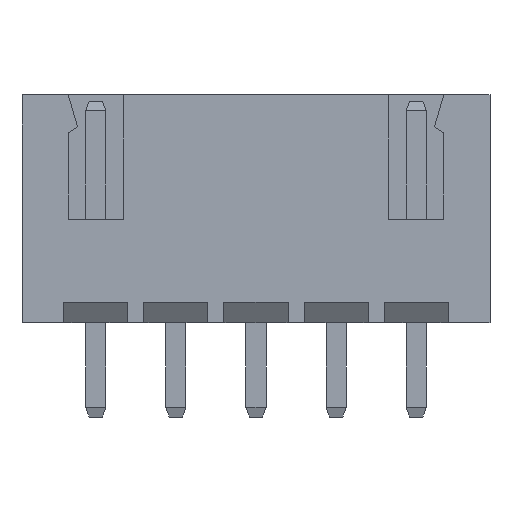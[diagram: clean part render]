
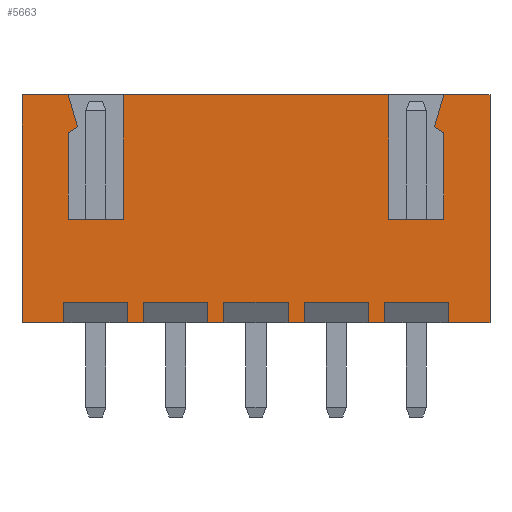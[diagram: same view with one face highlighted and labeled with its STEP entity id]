
A CAD part, front view. The second image highlights one B-rep face of the part: STEP entity #5663.
In plain terms, the highlighted planar face has unit normal (0, -1, 0).
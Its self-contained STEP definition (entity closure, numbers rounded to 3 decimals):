
#500=FACE_OUTER_BOUND('',#837,.T.);
#837=EDGE_LOOP('',(#4500,#4501,#4502,#4503,#4504,#4505,#4506,#4507,#4508,
#4509,#4510,#4511,#4512,#4513,#4514,#4515,#4516,#4517,#4518,#4519,#4520,
#4521,#4522,#4523,#4524,#4525,#4526,#4527,#4528,#4529,#4530,#4531,#4532,
#4533,#4534,#4535));
#1309=LINE('',#9068,#2005);
#1313=LINE('',#9077,#2009);
#1325=LINE('',#9104,#2021);
#1331=LINE('',#9117,#2027);
#1358=LINE('',#9169,#2054);
#1359=LINE('',#9171,#2055);
#1360=LINE('',#9173,#2056);
#1361=LINE('',#9175,#2057);
#1362=LINE('',#9177,#2058);
#1363=LINE('',#9178,#2059);
#1364=LINE('',#9180,#2060);
#1365=LINE('',#9182,#2061);
#1366=LINE('',#9184,#2062);
#1367=LINE('',#9186,#2063);
#1368=LINE('',#9188,#2064);
#1369=LINE('',#9190,#2065);
#1370=LINE('',#9192,#2066);
#1371=LINE('',#9194,#2067);
#1372=LINE('',#9196,#2068);
#1373=LINE('',#9198,#2069);
#1374=LINE('',#9200,#2070);
#1375=LINE('',#9202,#2071);
#1376=LINE('',#9204,#2072);
#1377=LINE('',#9206,#2073);
#1378=LINE('',#9208,#2074);
#1379=LINE('',#9210,#2075);
#1380=LINE('',#9211,#2076);
#1381=LINE('',#9213,#2077);
#1382=LINE('',#9215,#2078);
#1383=LINE('',#9216,#2079);
#1384=LINE('',#9218,#2080);
#1385=LINE('',#9220,#2081);
#1386=LINE('',#9222,#2082);
#1387=LINE('',#9224,#2083);
#1388=LINE('',#9226,#2084);
#1389=LINE('',#9227,#2085);
#2005=VECTOR('',#6721,1000.);
#2009=VECTOR('',#6727,1000.);
#2021=VECTOR('',#6745,1000.);
#2027=VECTOR('',#6753,1000.);
#2054=VECTOR('',#6784,1000.);
#2055=VECTOR('',#6785,1000.);
#2056=VECTOR('',#6786,1000.);
#2057=VECTOR('',#6787,1000.);
#2058=VECTOR('',#6788,1000.);
#2059=VECTOR('',#6789,1000.);
#2060=VECTOR('',#6790,1000.);
#2061=VECTOR('',#6791,1000.);
#2062=VECTOR('',#6792,1000.);
#2063=VECTOR('',#6793,1000.);
#2064=VECTOR('',#6794,1000.);
#2065=VECTOR('',#6795,1000.);
#2066=VECTOR('',#6796,1000.);
#2067=VECTOR('',#6797,1000.);
#2068=VECTOR('',#6798,1000.);
#2069=VECTOR('',#6799,1000.);
#2070=VECTOR('',#6800,1000.);
#2071=VECTOR('',#6801,1000.);
#2072=VECTOR('',#6802,1000.);
#2073=VECTOR('',#6803,1000.);
#2074=VECTOR('',#6804,1000.);
#2075=VECTOR('',#6805,1000.);
#2076=VECTOR('',#6806,1000.);
#2077=VECTOR('',#6807,1000.);
#2078=VECTOR('',#6808,1000.);
#2079=VECTOR('',#6809,1000.);
#2080=VECTOR('',#6810,1000.);
#2081=VECTOR('',#6811,1000.);
#2082=VECTOR('',#6812,1000.);
#2083=VECTOR('',#6813,1000.);
#2084=VECTOR('',#6814,1000.);
#2085=VECTOR('',#6815,1000.);
#2645=VERTEX_POINT('',#9062);
#2647=VERTEX_POINT('',#9066);
#2649=VERTEX_POINT('',#9071);
#2651=VERTEX_POINT('',#9075);
#2662=VERTEX_POINT('',#9101);
#2663=VERTEX_POINT('',#9103);
#2668=VERTEX_POINT('',#9115);
#2669=VERTEX_POINT('',#9116);
#2692=VERTEX_POINT('',#9168);
#2693=VERTEX_POINT('',#9170);
#2694=VERTEX_POINT('',#9172);
#2695=VERTEX_POINT('',#9174);
#2696=VERTEX_POINT('',#9176);
#2697=VERTEX_POINT('',#9179);
#2698=VERTEX_POINT('',#9181);
#2699=VERTEX_POINT('',#9183);
#2700=VERTEX_POINT('',#9185);
#2701=VERTEX_POINT('',#9187);
#2702=VERTEX_POINT('',#9189);
#2703=VERTEX_POINT('',#9191);
#2704=VERTEX_POINT('',#9193);
#2705=VERTEX_POINT('',#9195);
#2706=VERTEX_POINT('',#9197);
#2707=VERTEX_POINT('',#9199);
#2708=VERTEX_POINT('',#9201);
#2709=VERTEX_POINT('',#9203);
#2710=VERTEX_POINT('',#9205);
#2711=VERTEX_POINT('',#9207);
#2712=VERTEX_POINT('',#9209);
#2713=VERTEX_POINT('',#9212);
#2714=VERTEX_POINT('',#9214);
#2715=VERTEX_POINT('',#9217);
#2716=VERTEX_POINT('',#9219);
#2717=VERTEX_POINT('',#9221);
#2718=VERTEX_POINT('',#9223);
#2719=VERTEX_POINT('',#9225);
#3275=EDGE_CURVE('',#2645,#2647,#1309,.T.);
#3279=EDGE_CURVE('',#2649,#2651,#1313,.T.);
#3291=EDGE_CURVE('',#2662,#2663,#1325,.T.);
#3297=EDGE_CURVE('',#2668,#2669,#1331,.T.);
#3324=EDGE_CURVE('',#2645,#2692,#1358,.T.);
#3325=EDGE_CURVE('',#2693,#2647,#1359,.T.);
#3326=EDGE_CURVE('',#2694,#2693,#1360,.T.);
#3327=EDGE_CURVE('',#2695,#2694,#1361,.T.);
#3328=EDGE_CURVE('',#2696,#2695,#1362,.T.);
#3329=EDGE_CURVE('',#2649,#2696,#1363,.T.);
#3330=EDGE_CURVE('',#2651,#2697,#1364,.T.);
#3331=EDGE_CURVE('',#2698,#2697,#1365,.T.);
#3332=EDGE_CURVE('',#2699,#2698,#1366,.T.);
#3333=EDGE_CURVE('',#2699,#2700,#1367,.T.);
#3334=EDGE_CURVE('',#2700,#2701,#1368,.T.);
#3335=EDGE_CURVE('',#2702,#2701,#1369,.T.);
#3336=EDGE_CURVE('',#2703,#2702,#1370,.T.);
#3337=EDGE_CURVE('',#2703,#2704,#1371,.T.);
#3338=EDGE_CURVE('',#2704,#2705,#1372,.T.);
#3339=EDGE_CURVE('',#2706,#2705,#1373,.T.);
#3340=EDGE_CURVE('',#2707,#2706,#1374,.T.);
#3341=EDGE_CURVE('',#2707,#2708,#1375,.T.);
#3342=EDGE_CURVE('',#2708,#2709,#1376,.T.);
#3343=EDGE_CURVE('',#2710,#2709,#1377,.T.);
#3344=EDGE_CURVE('',#2711,#2710,#1378,.T.);
#3345=EDGE_CURVE('',#2711,#2712,#1379,.T.);
#3346=EDGE_CURVE('',#2712,#2663,#1380,.T.);
#3347=EDGE_CURVE('',#2713,#2662,#1381,.T.);
#3348=EDGE_CURVE('',#2713,#2714,#1382,.T.);
#3349=EDGE_CURVE('',#2714,#2669,#1383,.T.);
#3350=EDGE_CURVE('',#2715,#2668,#1384,.T.);
#3351=EDGE_CURVE('',#2715,#2716,#1385,.T.);
#3352=EDGE_CURVE('',#2717,#2716,#1386,.T.);
#3353=EDGE_CURVE('',#2718,#2717,#1387,.T.);
#3354=EDGE_CURVE('',#2719,#2718,#1388,.T.);
#3355=EDGE_CURVE('',#2692,#2719,#1389,.T.);
#4500=ORIENTED_EDGE('',*,*,#3324,.F.);
#4501=ORIENTED_EDGE('',*,*,#3275,.T.);
#4502=ORIENTED_EDGE('',*,*,#3325,.F.);
#4503=ORIENTED_EDGE('',*,*,#3326,.F.);
#4504=ORIENTED_EDGE('',*,*,#3327,.F.);
#4505=ORIENTED_EDGE('',*,*,#3328,.F.);
#4506=ORIENTED_EDGE('',*,*,#3329,.F.);
#4507=ORIENTED_EDGE('',*,*,#3279,.T.);
#4508=ORIENTED_EDGE('',*,*,#3330,.T.);
#4509=ORIENTED_EDGE('',*,*,#3331,.F.);
#4510=ORIENTED_EDGE('',*,*,#3332,.F.);
#4511=ORIENTED_EDGE('',*,*,#3333,.T.);
#4512=ORIENTED_EDGE('',*,*,#3334,.T.);
#4513=ORIENTED_EDGE('',*,*,#3335,.F.);
#4514=ORIENTED_EDGE('',*,*,#3336,.F.);
#4515=ORIENTED_EDGE('',*,*,#3337,.T.);
#4516=ORIENTED_EDGE('',*,*,#3338,.T.);
#4517=ORIENTED_EDGE('',*,*,#3339,.F.);
#4518=ORIENTED_EDGE('',*,*,#3340,.F.);
#4519=ORIENTED_EDGE('',*,*,#3341,.T.);
#4520=ORIENTED_EDGE('',*,*,#3342,.T.);
#4521=ORIENTED_EDGE('',*,*,#3343,.F.);
#4522=ORIENTED_EDGE('',*,*,#3344,.F.);
#4523=ORIENTED_EDGE('',*,*,#3345,.T.);
#4524=ORIENTED_EDGE('',*,*,#3346,.T.);
#4525=ORIENTED_EDGE('',*,*,#3291,.F.);
#4526=ORIENTED_EDGE('',*,*,#3347,.F.);
#4527=ORIENTED_EDGE('',*,*,#3348,.T.);
#4528=ORIENTED_EDGE('',*,*,#3349,.T.);
#4529=ORIENTED_EDGE('',*,*,#3297,.F.);
#4530=ORIENTED_EDGE('',*,*,#3350,.F.);
#4531=ORIENTED_EDGE('',*,*,#3351,.T.);
#4532=ORIENTED_EDGE('',*,*,#3352,.F.);
#4533=ORIENTED_EDGE('',*,*,#3353,.F.);
#4534=ORIENTED_EDGE('',*,*,#3354,.F.);
#4535=ORIENTED_EDGE('',*,*,#3355,.F.);
#5338=PLANE('',#5984);
#5663=ADVANCED_FACE('',(#500),#5338,.T.);
#5984=AXIS2_PLACEMENT_3D('',#9167,#6782,#6783);
#6721=DIRECTION('',(-1.,0.,0.));
#6727=DIRECTION('',(-1.,0.,0.));
#6745=DIRECTION('',(-1.,0.,0.));
#6753=DIRECTION('',(-1.,0.,0.));
#6782=DIRECTION('center_axis',(0.,-1.,0.));
#6783=DIRECTION('ref_axis',(0.,0.,-1.));
#6784=DIRECTION('',(0.,0.,-1.));
#6785=DIRECTION('',(0.,0.,1.));
#6786=DIRECTION('',(1.,0.,0.));
#6787=DIRECTION('',(0.,0.,-1.));
#6788=DIRECTION('',(-0.856,0.,-0.517));
#6789=DIRECTION('',(0.281,0.,-0.96));
#6790=DIRECTION('',(0.,0.,-1.));
#6791=DIRECTION('',(-1.,0.,0.));
#6792=DIRECTION('',(0.,0.,-1.));
#6793=DIRECTION('',(1.,0.,0.));
#6794=DIRECTION('',(0.,0.,-1.));
#6795=DIRECTION('',(-1.,0.,0.));
#6796=DIRECTION('',(0.,0.,-1.));
#6797=DIRECTION('',(1.,0.,0.));
#6798=DIRECTION('',(0.,0.,-1.));
#6799=DIRECTION('',(-1.,0.,0.));
#6800=DIRECTION('',(0.,0.,-1.));
#6801=DIRECTION('',(1.,0.,0.));
#6802=DIRECTION('',(0.,0.,-1.));
#6803=DIRECTION('',(-1.,0.,0.));
#6804=DIRECTION('',(0.,0.,-1.));
#6805=DIRECTION('',(1.,0.,0.));
#6806=DIRECTION('',(0.,0.,-1.));
#6807=DIRECTION('',(0.,0.,-1.));
#6808=DIRECTION('',(1.,0.,0.));
#6809=DIRECTION('',(0.,0.,-1.));
#6810=DIRECTION('',(0.,0.,-1.));
#6811=DIRECTION('',(-1.,0.,0.));
#6812=DIRECTION('',(0.281,0.,0.96));
#6813=DIRECTION('',(-0.856,0.,0.517));
#6814=DIRECTION('',(0.,0.,1.));
#6815=DIRECTION('',(1.,0.,0.));
#9062=CARTESIAN_POINT('',(4.204,-2.489,7.214));
#9066=CARTESIAN_POINT('',(-4.204,-2.489,7.214));
#9068=CARTESIAN_POINT('',(7.417,-2.489,7.214));
#9071=CARTESIAN_POINT('',(-5.956,-2.489,7.214));
#9075=CARTESIAN_POINT('',(-7.417,-2.489,7.214));
#9077=CARTESIAN_POINT('',(7.417,-2.489,7.214));
#9101=CARTESIAN_POINT('',(4.064,-2.489,0.));
#9103=CARTESIAN_POINT('',(3.556,-2.489,0.));
#9104=CARTESIAN_POINT('',(7.417,-2.489,0.));
#9115=CARTESIAN_POINT('',(7.417,-2.489,0.));
#9116=CARTESIAN_POINT('',(6.096,-2.489,0.));
#9117=CARTESIAN_POINT('',(7.417,-2.489,0.));
#9167=CARTESIAN_POINT('Origin',(7.417,-2.489,0.711));
#9168=CARTESIAN_POINT('',(4.204,-2.489,3.277));
#9169=CARTESIAN_POINT('',(4.204,-2.489,7.214));
#9170=CARTESIAN_POINT('',(-4.204,-2.489,3.277));
#9171=CARTESIAN_POINT('',(-4.204,-2.489,3.277));
#9172=CARTESIAN_POINT('',(-5.956,-2.489,3.277));
#9173=CARTESIAN_POINT('',(-5.956,-2.489,3.277));
#9174=CARTESIAN_POINT('',(-5.956,-2.489,6.018));
#9175=CARTESIAN_POINT('',(-5.956,-2.489,6.018));
#9176=CARTESIAN_POINT('',(-5.658,-2.489,6.198));
#9177=CARTESIAN_POINT('',(-5.658,-2.489,6.198));
#9178=CARTESIAN_POINT('',(-5.956,-2.489,7.214));
#9179=CARTESIAN_POINT('',(-7.417,-2.489,0.));
#9180=CARTESIAN_POINT('',(-7.417,-2.489,0.711));
#9181=CARTESIAN_POINT('',(-6.096,-2.489,0.));
#9182=CARTESIAN_POINT('',(7.417,-2.489,0.));
#9183=CARTESIAN_POINT('',(-6.096,-2.489,0.635));
#9184=CARTESIAN_POINT('',(-6.096,-2.489,0.635));
#9185=CARTESIAN_POINT('',(-4.064,-2.489,0.635));
#9186=CARTESIAN_POINT('',(-6.096,-2.489,0.635));
#9187=CARTESIAN_POINT('',(-4.064,-2.489,0.));
#9188=CARTESIAN_POINT('',(-4.064,-2.489,0.635));
#9189=CARTESIAN_POINT('',(-3.556,-2.489,0.));
#9190=CARTESIAN_POINT('',(7.417,-2.489,0.));
#9191=CARTESIAN_POINT('',(-3.556,-2.489,0.635));
#9192=CARTESIAN_POINT('',(-3.556,-2.489,0.635));
#9193=CARTESIAN_POINT('',(-1.524,-2.489,0.635));
#9194=CARTESIAN_POINT('',(-3.556,-2.489,0.635));
#9195=CARTESIAN_POINT('',(-1.524,-2.489,0.));
#9196=CARTESIAN_POINT('',(-1.524,-2.489,0.635));
#9197=CARTESIAN_POINT('',(-1.016,-2.489,0.));
#9198=CARTESIAN_POINT('',(7.417,-2.489,0.));
#9199=CARTESIAN_POINT('',(-1.016,-2.489,0.635));
#9200=CARTESIAN_POINT('',(-1.016,-2.489,0.635));
#9201=CARTESIAN_POINT('',(1.016,-2.489,0.635));
#9202=CARTESIAN_POINT('',(-1.016,-2.489,0.635));
#9203=CARTESIAN_POINT('',(1.016,-2.489,0.));
#9204=CARTESIAN_POINT('',(1.016,-2.489,0.635));
#9205=CARTESIAN_POINT('',(1.524,-2.489,0.));
#9206=CARTESIAN_POINT('',(7.417,-2.489,0.));
#9207=CARTESIAN_POINT('',(1.524,-2.489,0.635));
#9208=CARTESIAN_POINT('',(1.524,-2.489,0.635));
#9209=CARTESIAN_POINT('',(3.556,-2.489,0.635));
#9210=CARTESIAN_POINT('',(1.524,-2.489,0.635));
#9211=CARTESIAN_POINT('',(3.556,-2.489,0.635));
#9212=CARTESIAN_POINT('',(4.064,-2.489,0.635));
#9213=CARTESIAN_POINT('',(4.064,-2.489,0.635));
#9214=CARTESIAN_POINT('',(6.096,-2.489,0.635));
#9215=CARTESIAN_POINT('',(4.064,-2.489,0.635));
#9216=CARTESIAN_POINT('',(6.096,-2.489,0.635));
#9217=CARTESIAN_POINT('',(7.417,-2.489,7.214));
#9218=CARTESIAN_POINT('',(7.417,-2.489,0.711));
#9219=CARTESIAN_POINT('',(5.956,-2.489,7.214));
#9220=CARTESIAN_POINT('',(7.417,-2.489,7.214));
#9221=CARTESIAN_POINT('',(5.658,-2.489,6.198));
#9222=CARTESIAN_POINT('',(5.658,-2.489,6.198));
#9223=CARTESIAN_POINT('',(5.956,-2.489,6.018));
#9224=CARTESIAN_POINT('',(5.956,-2.489,6.018));
#9225=CARTESIAN_POINT('',(5.956,-2.489,3.277));
#9226=CARTESIAN_POINT('',(5.956,-2.489,3.277));
#9227=CARTESIAN_POINT('',(4.204,-2.489,3.277));
